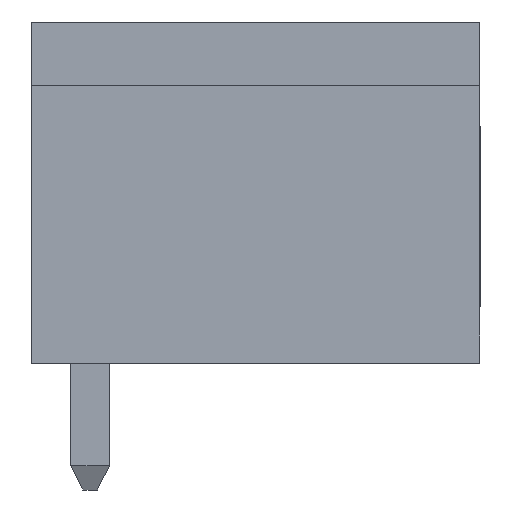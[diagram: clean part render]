
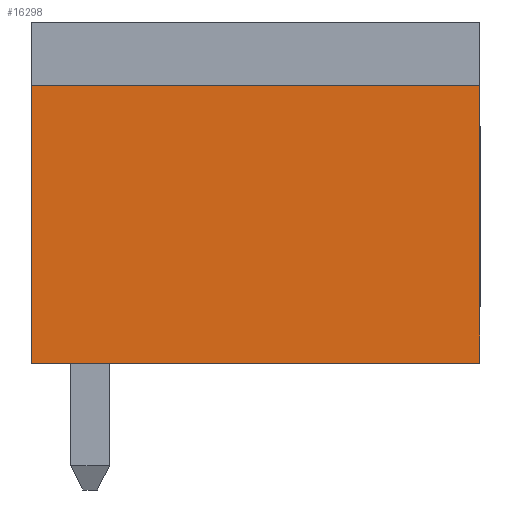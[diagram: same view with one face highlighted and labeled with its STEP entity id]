
A CAD part, left-side view. The second image highlights one B-rep face of the part: STEP entity #16298.
In plain terms, the highlighted planar face has unit normal (-1, 0, 0).
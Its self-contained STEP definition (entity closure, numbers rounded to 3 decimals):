
#4214=ORIENTED_EDGE('',*,*,#6921,.F.);
#4215=ORIENTED_EDGE('',*,*,#7018,.F.);
#4216=ORIENTED_EDGE('',*,*,#6894,.F.);
#4217=ORIENTED_EDGE('',*,*,#6836,.F.);
#6836=EDGE_CURVE('',#8598,#8599,#10568,.T.);
#6894=EDGE_CURVE('',#8599,#8650,#10614,.T.);
#6921=EDGE_CURVE('',#8670,#8598,#10637,.T.);
#7018=EDGE_CURVE('',#8650,#8670,#10731,.T.);
#8598=VERTEX_POINT('',#25254);
#8599=VERTEX_POINT('',#25256);
#8650=VERTEX_POINT('',#25369);
#8670=VERTEX_POINT('',#25420);
#10568=LINE('',#25255,#12646);
#10614=LINE('',#25368,#12692);
#10637=LINE('',#25421,#12715);
#10731=LINE('',#25616,#12809);
#12646=VECTOR('',#20619,1000.);
#12692=VECTOR('',#20697,1000.);
#12715=VECTOR('',#20738,1000.);
#12809=VECTOR('',#20934,1000.);
#13872=EDGE_LOOP('',(#4214,#4215,#4216,#4217));
#14775=FACE_BOUND('',#13872,.T.);
#15530=PLANE('',#17312);
#16298=ADVANCED_FACE('',(#14775),#15530,.F.);
#17312=AXIS2_PLACEMENT_3D('',#25617,#20935,#20936);
#20619=DIRECTION('',(0.,1.,0.));
#20697=DIRECTION('',(0.,0.,1.));
#20738=DIRECTION('',(0.,0.,-1.));
#20934=DIRECTION('',(0.,-1.,0.));
#20935=DIRECTION('',(1.,0.,0.));
#20936=DIRECTION('',(0.,0.,-1.));
#25254=CARTESIAN_POINT('',(-27.955,0.,-3.5));
#25255=CARTESIAN_POINT('',(-27.955,0.,-3.5));
#25256=CARTESIAN_POINT('',(-27.955,9.2,-3.5));
#25368=CARTESIAN_POINT('',(-27.955,9.2,-3.5));
#25369=CARTESIAN_POINT('',(-27.955,9.2,2.2));
#25420=CARTESIAN_POINT('',(-27.955,0.,2.2));
#25421=CARTESIAN_POINT('',(-27.955,0.,2.2));
#25616=CARTESIAN_POINT('',(-27.955,9.2,2.2));
#25617=CARTESIAN_POINT('',(-27.955,0.,0.));
